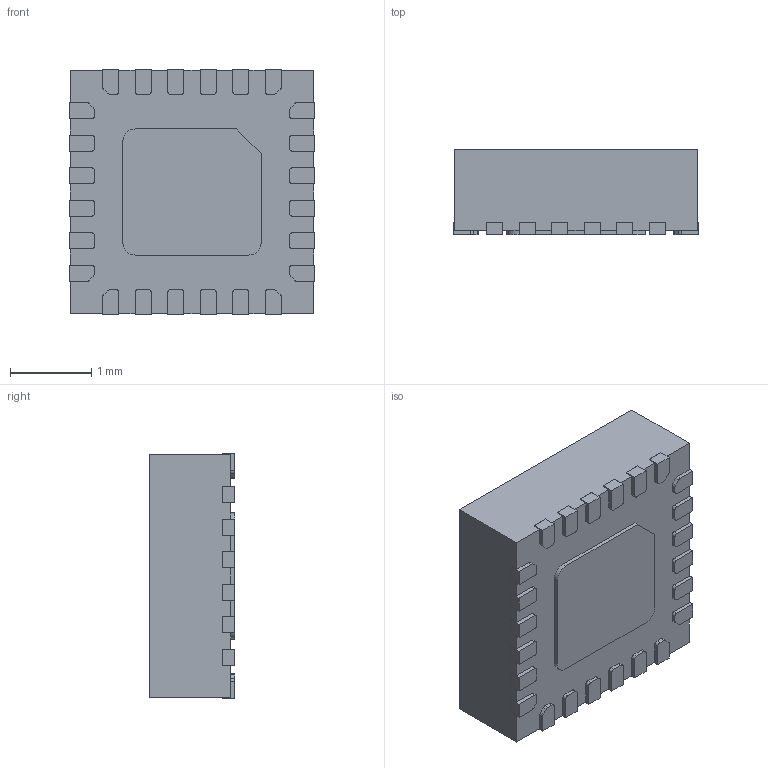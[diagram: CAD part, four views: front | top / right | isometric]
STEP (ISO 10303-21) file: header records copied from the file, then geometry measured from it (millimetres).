
FILE_DESCRIPTION (( 'STEP AP214' ), '1' );
FILE_NAME ('4C456F65-3891-4902-BF36-3E2D460C14F8.STEP', '2024-02-07T12:28:17', ( '' ), ( '' ), 'SwSTEP 2.0', 'SolidWorks 2022', '' );
FILE_SCHEMA (( 'AUTOMOTIVE_DESIGN' ));
Length unit declared in the file: millimetre
Products named in the file (1): 4C456F65-3891-4902-BF36-3E2D460C14F8
Bounding box: 3.02 x 1.05 x 3.02 mm (x, y, z)
Volume: 9.2 mm3; surface area: 31.7 mm2
Topology: 1 solids, 1 shells, 392 faces, 1146 edges, 764 vertices
Faces by surface type: plane 303, cylinder 89
Entity records: 14858 total; most frequent: CARTESIAN_POINT 2336, ORIENTED_EDGE 2292, DIRECTION 2099, EDGE_CURVE 1146, LINE 957, VECTOR 957, VERTEX_POINT 764, AXIS2_PLACEMENT_3D 571
